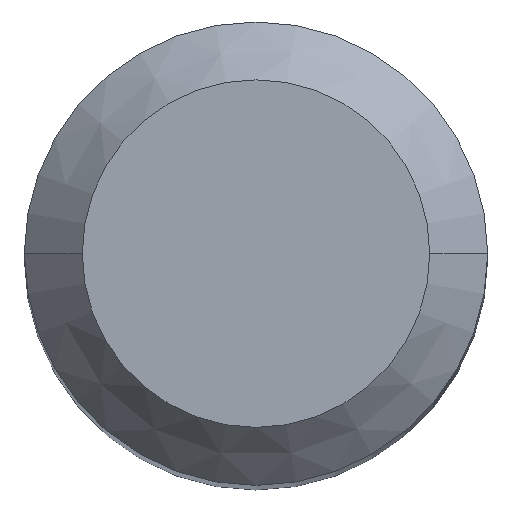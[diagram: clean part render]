
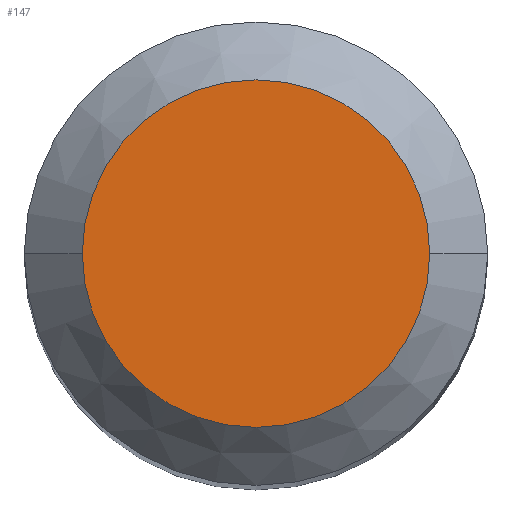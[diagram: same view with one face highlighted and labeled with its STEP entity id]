
A CAD part, top view. The second image highlights one B-rep face of the part: STEP entity #147.
In plain terms, the highlighted planar face has unit normal (0, 0, 1).
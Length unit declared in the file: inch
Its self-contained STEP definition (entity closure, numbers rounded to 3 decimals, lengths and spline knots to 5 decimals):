
#62 = AXIS2_PLACEMENT_3D ( 'NONE', #393, #78, #144 ) ;
#78 = DIRECTION ( 'NONE',  ( 0., 0., -1. ) ) ;
#86 = CIRCLE ( 'NONE', #345, 0.09375 ) ;
#88 = ORIENTED_EDGE ( 'NONE', *, *, #365, .T. ) ;
#126 = ORIENTED_EDGE ( 'NONE', *, *, #282, .T. ) ;
#144 = DIRECTION ( 'NONE',  ( -1., 0., 0. ) ) ;
#147 = ADVANCED_FACE ( 'NONE', ( #291 ), #254, .F. ) ;
#162 = DIRECTION ( 'NONE',  ( 1., 0., 0. ) ) ;
#183 = CARTESIAN_POINT ( 'NONE',  ( 0., 0., 0. ) ) ;
#194 = VERTEX_POINT ( 'NONE', #298 ) ;
#206 = CIRCLE ( 'NONE', #426, 0.09375 ) ;
#225 = DIRECTION ( 'NONE',  ( 0., 0., 1. ) ) ;
#232 = CARTESIAN_POINT ( 'NONE',  ( 0.09375, 0., 0. ) ) ;
#254 = PLANE ( 'NONE',  #62 ) ;
#270 = EDGE_LOOP ( 'NONE', ( #126, #88 ) ) ;
#282 = EDGE_CURVE ( 'NONE', #194, #439, #86, .T. ) ;
#291 = FACE_OUTER_BOUND ( 'NONE', #270, .T. ) ;
#298 = CARTESIAN_POINT ( 'NONE',  ( -0.09375, 0., 0. ) ) ;
#345 = AXIS2_PLACEMENT_3D ( 'NONE', #183, #225, #438 ) ;
#365 = EDGE_CURVE ( 'NONE', #439, #194, #206, .T. ) ;
#370 = CARTESIAN_POINT ( 'NONE',  ( 0., 0., 0. ) ) ;
#377 = DIRECTION ( 'NONE',  ( 0., 0., 1. ) ) ;
#393 = CARTESIAN_POINT ( 'NONE',  ( 0., 0., 0. ) ) ;
#426 = AXIS2_PLACEMENT_3D ( 'NONE', #370, #377, #162 ) ;
#438 = DIRECTION ( 'NONE',  ( 1., 0., 0. ) ) ;
#439 = VERTEX_POINT ( 'NONE', #232 ) ;
